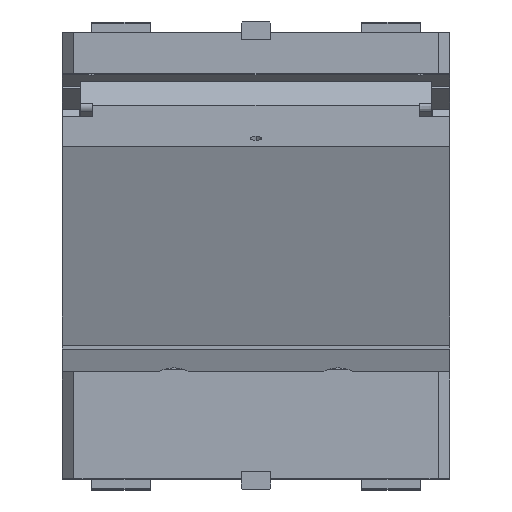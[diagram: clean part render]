
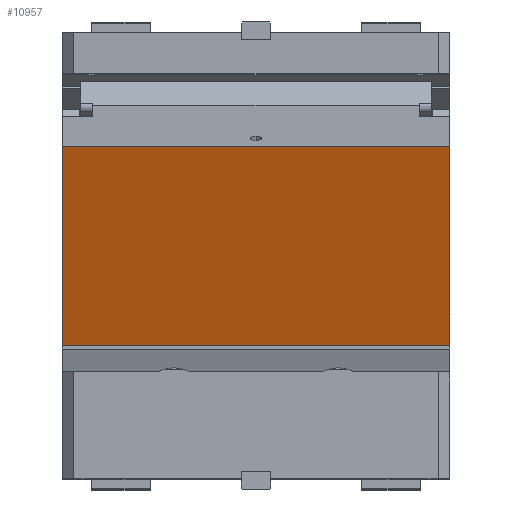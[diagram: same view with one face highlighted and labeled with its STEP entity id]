
A CAD part, top view. The second image highlights one B-rep face of the part: STEP entity #10957.
In plain terms, the highlighted planar face has unit normal (0, -0.342, 0.94).
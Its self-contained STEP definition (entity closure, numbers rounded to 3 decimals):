
#9112=CARTESIAN_POINT('Vertex',(165.,84.572,30.782)) ;
#9115=CARTESIAN_POINT('Line Origine',(165.,0.,0.)) ;
#9119=CARTESIAN_POINT('Vertex',(165.,-84.572,-30.782)) ;
#9319=CARTESIAN_POINT('Vertex',(-165.,-84.572,-30.782)) ;
#9322=CARTESIAN_POINT('Line Origine',(-165.,0.,0.)) ;
#9326=CARTESIAN_POINT('Vertex',(-165.,84.572,30.782)) ;
#10929=CARTESIAN_POINT('Line Origine',(0.,-84.572,-30.782)) ;
#10941=CARTESIAN_POINT('Axis2P3D Location',(165.,84.572,30.782)) ;
#10946=CARTESIAN_POINT('Line Origine',(0.,84.572,30.782)) ;
#9116=DIRECTION('Vector Direction',(0.,-0.94,-0.342)) ;
#9323=DIRECTION('Vector Direction',(0.,-0.94,-0.342)) ;
#10930=DIRECTION('Vector Direction',(-1.,0.,0.)) ;
#10942=DIRECTION('Axis2P3D Direction',(0.,0.342,-0.94)) ;
#10943=DIRECTION('Axis2P3D XDirection',(0.,0.94,0.342)) ;
#10947=DIRECTION('Vector Direction',(-1.,0.,0.)) ;
#10944=AXIS2_PLACEMENT_3D('Plane Axis2P3D',#10941,#10942,#10943) ;
#10952=ORIENTED_EDGE('',*,*,#10933,.F.) ;
#10953=ORIENTED_EDGE('',*,*,#9121,.F.) ;
#10954=ORIENTED_EDGE('',*,*,#10950,.T.) ;
#10955=ORIENTED_EDGE('',*,*,#9328,.T.) ;
#9117=VECTOR('Line Direction',#9116,1.) ;
#9324=VECTOR('Line Direction',#9323,1.) ;
#10931=VECTOR('Line Direction',#10930,1.) ;
#10948=VECTOR('Line Direction',#10947,1.) ;
#10957=ADVANCED_FACE('CAM SLIDER',(#10956),#10945,.F.) ;
#9121=EDGE_CURVE('',#9113,#9120,#9118,.T.) ;
#9328=EDGE_CURVE('',#9327,#9320,#9325,.T.) ;
#10933=EDGE_CURVE('',#9120,#9320,#10932,.T.) ;
#10950=EDGE_CURVE('',#9113,#9327,#10949,.T.) ;
#10951=EDGE_LOOP('',(#10952,#10953,#10954,#10955)) ;
#10956=FACE_OUTER_BOUND('',#10951,.T.) ;
#9118=LINE('Line',#9115,#9117) ;
#9325=LINE('Line',#9322,#9324) ;
#10932=LINE('Line',#10929,#10931) ;
#10949=LINE('Line',#10946,#10948) ;
#10945=PLANE('Plane',#10944) ;
#9113=VERTEX_POINT('',#9112) ;
#9120=VERTEX_POINT('',#9119) ;
#9320=VERTEX_POINT('',#9319) ;
#9327=VERTEX_POINT('',#9326) ;
